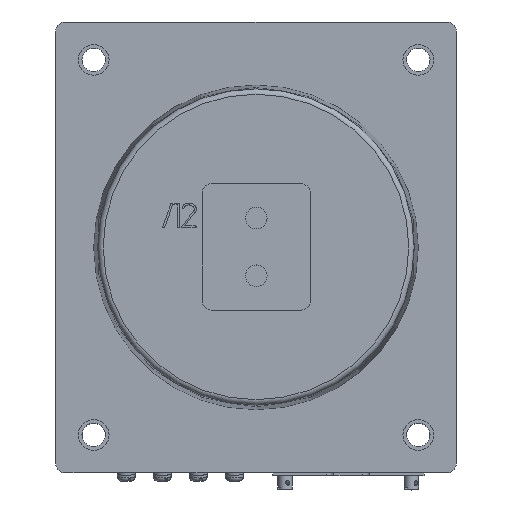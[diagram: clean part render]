
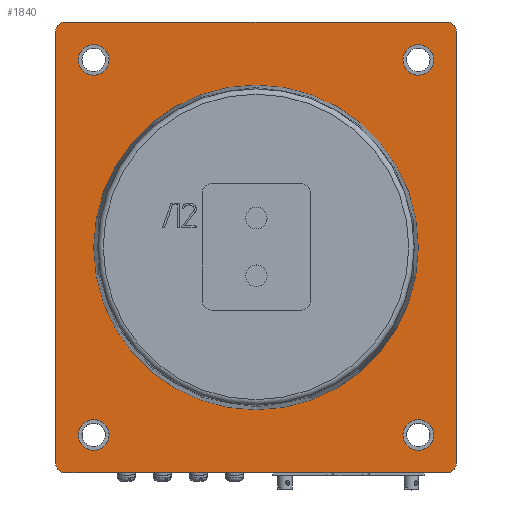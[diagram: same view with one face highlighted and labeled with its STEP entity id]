
A CAD part, top view. The second image highlights one B-rep face of the part: STEP entity #1840.
In plain terms, the highlighted planar face has unit normal (0, 0, 1).
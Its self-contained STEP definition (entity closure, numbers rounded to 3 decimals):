
#1840=ADVANCED_FACE('',(#9028,#9030,#9032,#9034,#9036,#9038),#9040,.T.);
#9028=FACE_BOUND('',#9029,.T.);
#9029=EDGE_LOOP('',(#14566,#14567,#14568,#14569,#14570,#14571,#14572,#14573,#14574,
#14575));
#9030=FACE_BOUND('',#9031,.T.);
#9031=EDGE_LOOP('',(#14576));
#9032=FACE_BOUND('',#9033,.T.);
#9033=EDGE_LOOP('',(#14577));
#9034=FACE_BOUND('',#9035,.T.);
#9035=EDGE_LOOP('',(#14578));
#9036=FACE_BOUND('',#9037,.T.);
#9037=EDGE_LOOP('',(#14579));
#9038=FACE_BOUND('',#9039,.T.);
#9039=EDGE_LOOP('',(#14580));
#9040=PLANE('',#9041);
#9041=AXIS2_PLACEMENT_3D('',#9042,#9043,#9044);
#9042=CARTESIAN_POINT('',(0.,0.,20.));
#9043=DIRECTION('',(0.,0.,1.));
#9044=DIRECTION('',(1.,0.,0.));
#14566=ORIENTED_EDGE('',*,*,#19507,.T.);
#14567=ORIENTED_EDGE('',*,*,#19508,.F.);
#14568=ORIENTED_EDGE('',*,*,#19509,.T.);
#14569=ORIENTED_EDGE('',*,*,#19510,.T.);
#14570=ORIENTED_EDGE('',*,*,#19511,.T.);
#14571=ORIENTED_EDGE('',*,*,#19512,.T.);
#14572=ORIENTED_EDGE('',*,*,#19513,.T.);
#14573=ORIENTED_EDGE('',*,*,#19514,.T.);
#14574=ORIENTED_EDGE('',*,*,#19515,.T.);
#14575=ORIENTED_EDGE('',*,*,#19516,.T.);
#14576=ORIENTED_EDGE('',*,*,#19517,.F.);
#14577=ORIENTED_EDGE('',*,*,#19518,.F.);
#14578=ORIENTED_EDGE('',*,*,#19519,.F.);
#14579=ORIENTED_EDGE('',*,*,#19520,.F.);
#14580=ORIENTED_EDGE('',*,*,#19504,.F.);
#19504=EDGE_CURVE('',#21915,#21915,#21916,.T.);
#19507=EDGE_CURVE('',#21921,#21922,#21923,.F.);
#19508=EDGE_CURVE('',#21924,#21922,#21925,.T.);
#19509=EDGE_CURVE('',#21924,#21926,#21927,.T.);
#19510=EDGE_CURVE('',#21926,#21928,#21929,.T.);
#19511=EDGE_CURVE('',#21928,#21930,#21931,.T.);
#19512=EDGE_CURVE('',#21930,#21932,#21933,.T.);
#19513=EDGE_CURVE('',#21932,#21934,#21935,.T.);
#19514=EDGE_CURVE('',#21934,#21936,#21937,.T.);
#19515=EDGE_CURVE('',#21936,#21938,#21939,.T.);
#19516=EDGE_CURVE('',#21938,#21921,#21940,.T.);
#19517=EDGE_CURVE('',#21941,#21941,#21942,.T.);
#19518=EDGE_CURVE('',#21943,#21943,#21944,.T.);
#19519=EDGE_CURVE('',#21945,#21945,#21946,.T.);
#19520=EDGE_CURVE('',#21947,#21947,#21948,.T.);
#21915=VERTEX_POINT('',#26455);
#21916=CIRCLE('',#26456,90.);
#21921=VERTEX_POINT('',#26470);
#21922=VERTEX_POINT('',#26471);
#21923=LINE('',#26472,#26473);
#21924=VERTEX_POINT('',#26475);
#21925=LINE('',#26476,#26477);
#21926=VERTEX_POINT('',#26479);
#21927=CIRCLE('',#26480,5.);
#21928=VERTEX_POINT('',#26484);
#21929=LINE('',#26485,#26486);
#21930=VERTEX_POINT('',#26488);
#21931=CIRCLE('',#26489,5.);
#21932=VERTEX_POINT('',#26493);
#21933=LINE('',#26494,#26495);
#21934=VERTEX_POINT('',#26497);
#21935=CIRCLE('',#26498,5.);
#21936=VERTEX_POINT('',#26502);
#21937=LINE('',#26503,#26504);
#21938=VERTEX_POINT('',#26506);
#21939=CIRCLE('',#26507,5.);
#21940=LINE('',#26511,#26512);
#21941=VERTEX_POINT('',#26514);
#21942=CIRCLE('',#26515,8.5);
#21943=VERTEX_POINT('',#26519);
#21944=CIRCLE('',#26520,8.5);
#21945=VERTEX_POINT('',#26524);
#21946=CIRCLE('',#26525,8.5);
#21947=VERTEX_POINT('',#26529);
#21948=CIRCLE('',#26530,8.5);
#26455=CARTESIAN_POINT('',(-0.169,-90.,20.));
#26456=AXIS2_PLACEMENT_3D('',#26457,#26458,#26459);
#26457=CARTESIAN_POINT('',(-0.169,0.,20.));
#26458=DIRECTION('',(0.,0.,1.));
#26459=DIRECTION('',(0.,-1.,0.));
#26470=CARTESIAN_POINT('',(-84.169,-125.,20.));
#26471=CARTESIAN_POINT('',(0.,-125.,20.));
#26472=CARTESIAN_POINT('',(0.,-125.,20.));
#26473=VECTOR('',#26474,1.);
#26474=DIRECTION('',(-1.,0.,0.));
#26475=CARTESIAN_POINT('',(105.831,-125.,20.));
#26476=CARTESIAN_POINT('',(105.831,-125.,20.));
#26477=VECTOR('',#26478,1.);
#26478=DIRECTION('',(-1.,0.,0.));
#26479=CARTESIAN_POINT('',(110.831,-120.,20.));
#26480=AXIS2_PLACEMENT_3D('',#26481,#26482,#26483);
#26481=CARTESIAN_POINT('',(105.831,-120.,20.));
#26482=DIRECTION('',(0.,0.,1.));
#26483=DIRECTION('',(0.,-1.,0.));
#26484=CARTESIAN_POINT('',(110.831,120.,20.));
#26485=CARTESIAN_POINT('',(110.831,-120.,20.));
#26486=VECTOR('',#26487,1.);
#26487=DIRECTION('',(0.,1.,0.));
#26488=CARTESIAN_POINT('',(105.831,125.,20.));
#26489=AXIS2_PLACEMENT_3D('',#26490,#26491,#26492);
#26490=CARTESIAN_POINT('',(105.831,120.,20.));
#26491=DIRECTION('',(0.,0.,1.));
#26492=DIRECTION('',(1.,0.,0.));
#26493=CARTESIAN_POINT('',(-106.169,125.,20.));
#26494=CARTESIAN_POINT('',(105.831,125.,20.));
#26495=VECTOR('',#26496,1.);
#26496=DIRECTION('',(-1.,0.,0.));
#26497=CARTESIAN_POINT('',(-111.169,120.,20.));
#26498=AXIS2_PLACEMENT_3D('',#26499,#26500,#26501);
#26499=CARTESIAN_POINT('',(-106.169,120.,20.));
#26500=DIRECTION('',(0.,0.,1.));
#26501=DIRECTION('',(0.,1.,0.));
#26502=CARTESIAN_POINT('',(-111.169,-120.,20.));
#26503=CARTESIAN_POINT('',(-111.169,120.,20.));
#26504=VECTOR('',#26505,1.);
#26505=DIRECTION('',(0.,-1.,0.));
#26506=CARTESIAN_POINT('',(-106.169,-125.,20.));
#26507=AXIS2_PLACEMENT_3D('',#26508,#26509,#26510);
#26508=CARTESIAN_POINT('',(-106.169,-120.,20.));
#26509=DIRECTION('',(0.,0.,1.));
#26510=DIRECTION('',(-1.,0.,0.));
#26511=CARTESIAN_POINT('',(-106.169,-125.,20.));
#26512=VECTOR('',#26513,1.);
#26513=DIRECTION('',(1.,0.,0.));
#26514=CARTESIAN_POINT('',(-81.669,104.,20.));
#26515=AXIS2_PLACEMENT_3D('',#26516,#26517,#26518);
#26516=CARTESIAN_POINT('',(-90.169,104.,20.));
#26517=DIRECTION('',(0.,0.,1.));
#26518=DIRECTION('',(1.,0.,0.));
#26519=CARTESIAN_POINT('',(98.331,104.,20.));
#26520=AXIS2_PLACEMENT_3D('',#26521,#26522,#26523);
#26521=CARTESIAN_POINT('',(89.831,104.,20.));
#26522=DIRECTION('',(0.,0.,1.));
#26523=DIRECTION('',(1.,0.,0.));
#26524=CARTESIAN_POINT('',(-81.669,-104.,20.));
#26525=AXIS2_PLACEMENT_3D('',#26526,#26527,#26528);
#26526=CARTESIAN_POINT('',(-90.169,-104.,20.));
#26527=DIRECTION('',(0.,0.,1.));
#26528=DIRECTION('',(1.,0.,0.));
#26529=CARTESIAN_POINT('',(98.331,-104.,20.));
#26530=AXIS2_PLACEMENT_3D('',#26531,#26532,#26533);
#26531=CARTESIAN_POINT('',(89.831,-104.,20.));
#26532=DIRECTION('',(0.,0.,1.));
#26533=DIRECTION('',(1.,0.,0.));
